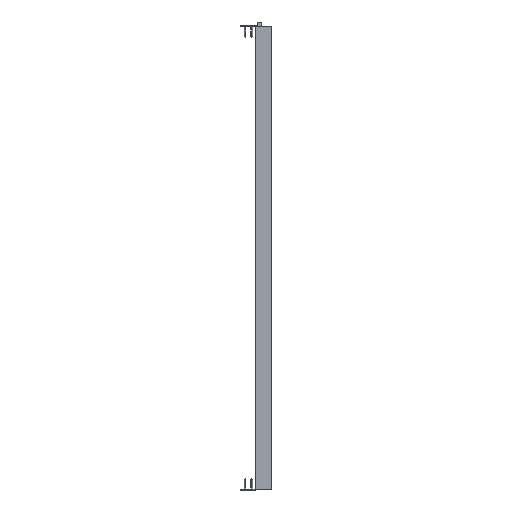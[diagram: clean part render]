
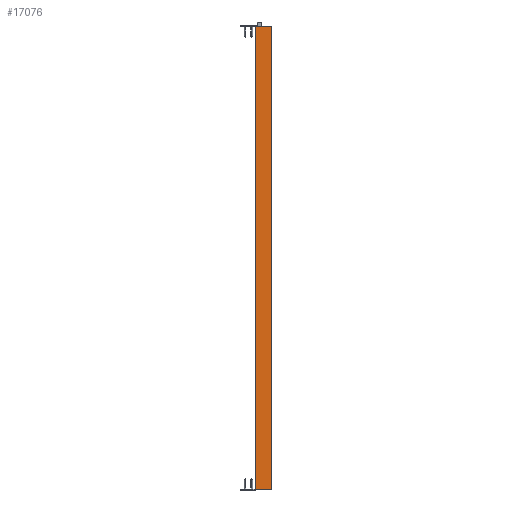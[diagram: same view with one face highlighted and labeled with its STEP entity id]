
A CAD part, left-side view. The second image highlights one B-rep face of the part: STEP entity #17076.
In plain terms, the highlighted planar face has unit normal (-1, 0, 0).
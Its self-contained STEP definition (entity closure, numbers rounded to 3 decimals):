
#201 = CARTESIAN_POINT ( 'NONE',  ( -10.9, -0.7, -417. ) ) ;
#2245 = EDGE_CURVE ( 'NONE', #17031, #15678, #4083, .T. ) ;
#2386 = ORIENTED_EDGE ( 'NONE', *, *, #2245, .T. ) ;
#2409 = CARTESIAN_POINT ( 'NONE',  ( -10.9, -0.7, -417. ) ) ;
#3384 = LINE ( 'NONE', #19800, #12220 ) ;
#3512 = ORIENTED_EDGE ( 'NONE', *, *, #7904, .F. ) ;
#3910 = EDGE_CURVE ( 'NONE', #15282, #17031, #15046, .T. ) ;
#4083 = LINE ( 'NONE', #12381, #4500 ) ;
#4312 = DIRECTION ( 'NONE',  ( 0., 1., 0. ) ) ;
#4500 = VECTOR ( 'NONE', #4312, 1000. ) ;
#4772 = ORIENTED_EDGE ( 'NONE', *, *, #19729, .F. ) ;
#7184 = LINE ( 'NONE', #13835, #18048 ) ;
#7438 = EDGE_LOOP ( 'NONE', ( #2386, #3512, #4772, #20156 ) ) ;
#7904 = EDGE_CURVE ( 'NONE', #18687, #15678, #3384, .T. ) ;
#8829 = AXIS2_PLACEMENT_3D ( 'NONE', #2409, #17259, #13936 ) ;
#9612 = CARTESIAN_POINT ( 'NONE',  ( -10.9, -0.7, 417. ) ) ;
#10159 = DIRECTION ( 'NONE',  ( 0., 0., 1. ) ) ;
#11727 = VECTOR ( 'NONE', #10159, 1000. ) ;
#12220 = VECTOR ( 'NONE', #15038, 1000. ) ;
#12381 = CARTESIAN_POINT ( 'NONE',  ( -10.9, -0.7, 417. ) ) ;
#12485 = FACE_OUTER_BOUND ( 'NONE', #7438, .T. ) ;
#13835 = CARTESIAN_POINT ( 'NONE',  ( -10.9, -0.7, -417. ) ) ;
#13936 = DIRECTION ( 'NONE',  ( 0., 1., 0. ) ) ;
#13947 = DIRECTION ( 'NONE',  ( 0., 1., 0. ) ) ;
#15038 = DIRECTION ( 'NONE',  ( 0., 0., 1. ) ) ;
#15046 = LINE ( 'NONE', #20256, #11727 ) ;
#15282 = VERTEX_POINT ( 'NONE', #19961 ) ;
#15678 = VERTEX_POINT ( 'NONE', #9612 ) ;
#15705 = CARTESIAN_POINT ( 'NONE',  ( -10.9, -29.8, 417. ) ) ;
#17031 = VERTEX_POINT ( 'NONE', #15705 ) ;
#17076 = ADVANCED_FACE ( 'NONE', ( #12485 ), #19477, .F. ) ;
#17259 = DIRECTION ( 'NONE',  ( 1., 0., 0. ) ) ;
#18048 = VECTOR ( 'NONE', #13947, 1000. ) ;
#18687 = VERTEX_POINT ( 'NONE', #201 ) ;
#19477 = PLANE ( 'NONE',  #8829 ) ;
#19729 = EDGE_CURVE ( 'NONE', #15282, #18687, #7184, .T. ) ;
#19800 = CARTESIAN_POINT ( 'NONE',  ( -10.9, -0.7, -417. ) ) ;
#19961 = CARTESIAN_POINT ( 'NONE',  ( -10.9, -29.8, -417. ) ) ;
#20156 = ORIENTED_EDGE ( 'NONE', *, *, #3910, .T. ) ;
#20256 = CARTESIAN_POINT ( 'NONE',  ( -10.9, -29.8, -417. ) ) ;
